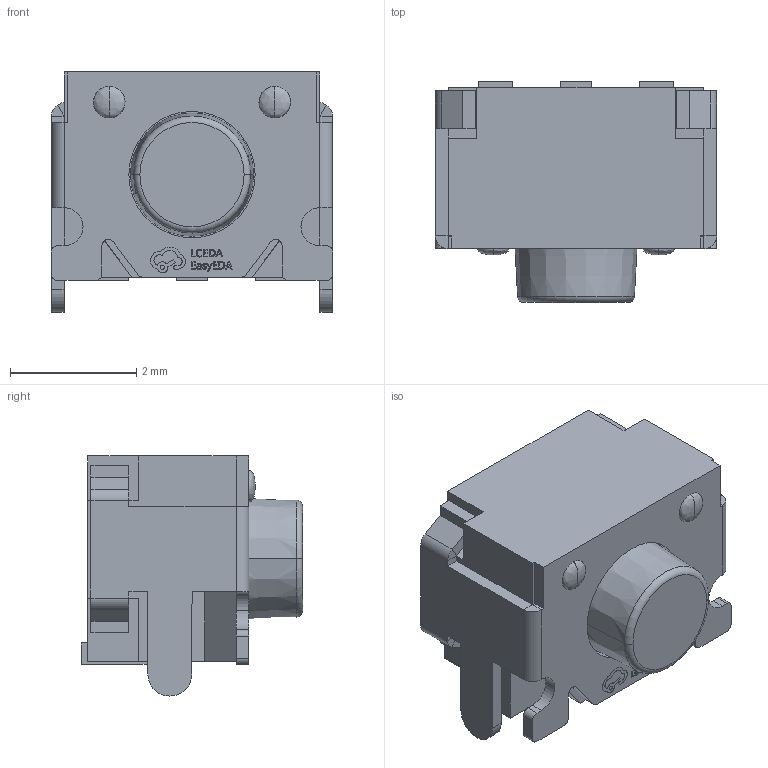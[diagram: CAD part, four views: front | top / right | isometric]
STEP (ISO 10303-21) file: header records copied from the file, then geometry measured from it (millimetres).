
FILE_DESCRIPTION (( 'STEP AP214' ), '1' );
FILE_NAME ('KEY-SMD_TS35CA.step', '2022-07-02T15:30:26', ( '' ), ( '' ), 'SwSTEP 2.0', 'SolidWorks 2020', '' );
FILE_SCHEMA (( 'AUTOMOTIVE_DESIGN' ));
Length unit declared in the file: millimetre
Products named in the file (1): KEY-SMD_TS35CA
Bounding box: 4.45 x 3.5 x 3.8 mm (x, y, z)
Volume: 34 mm3; surface area: 97.5 mm2
Topology: 4 solids, 4 shells, 521 faces, 1358 edges, 876 vertices
Faces by surface type: plane 356, bspline 116, cylinder 45, cone 2, torus 2
Entity records: 22864 total; most frequent: CARTESIAN_POINT 5188, ORIENTED_EDGE 2708, DIRECTION 2030, EDGE_CURVE 1354, LINE 1018, VECTOR 1018, VERTEX_POINT 876, EDGE_LOOP 556
